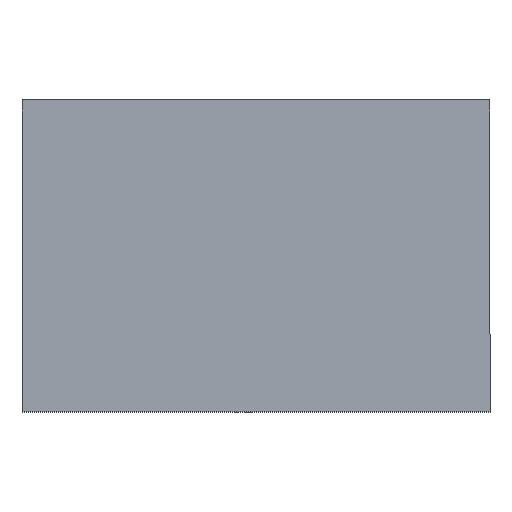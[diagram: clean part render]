
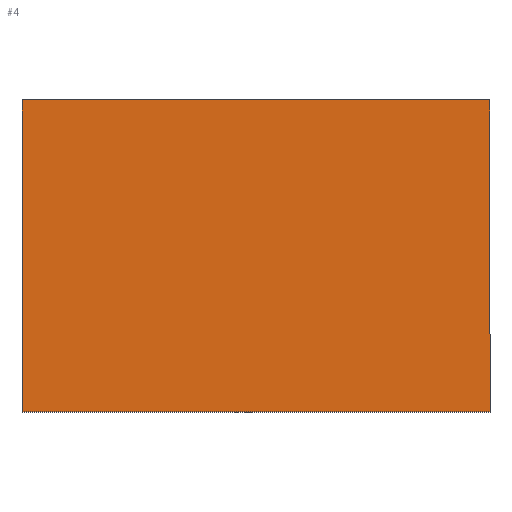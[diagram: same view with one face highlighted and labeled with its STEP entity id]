
A CAD part, top view. The second image highlights one B-rep face of the part: STEP entity #4.
In plain terms, the highlighted planar face has unit normal (0, 0, 1).
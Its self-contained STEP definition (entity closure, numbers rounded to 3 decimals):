
#4 = ADVANCED_FACE ( 'NONE', ( #100 ), #27, .T. ) ;
#8 = VERTEX_POINT ( 'NONE', #34 ) ;
#13 = VERTEX_POINT ( 'NONE', #42 ) ;
#17 = VERTEX_POINT ( 'NONE', #45 ) ;
#18 = VERTEX_POINT ( 'NONE', #46 ) ;
#22 = CARTESIAN_POINT ( 'NONE',  ( -15., -10., 2.5 ) ) ;
#27 = PLANE ( 'NONE',  #202 ) ;
#32 = DIRECTION ( 'NONE',  ( 0., 0., 1. ) ) ;
#33 = DIRECTION ( 'NONE',  ( 1., 0., 0. ) ) ;
#34 = CARTESIAN_POINT ( 'NONE',  ( 15., -10., 2.5 ) ) ;
#42 = CARTESIAN_POINT ( 'NONE',  ( -15., 10., 2.5 ) ) ;
#45 = CARTESIAN_POINT ( 'NONE',  ( -15., -10., 2.5 ) ) ;
#46 = CARTESIAN_POINT ( 'NONE',  ( 15., 10., 2.5 ) ) ;
#47 = CARTESIAN_POINT ( 'NONE',  ( 15., 10., 2.5 ) ) ;
#50 = DIRECTION ( 'NONE',  ( 0., 1., 0. ) ) ;
#64 = CARTESIAN_POINT ( 'NONE',  ( -15., 10., 2.5 ) ) ;
#65 = DIRECTION ( 'NONE',  ( -1., 0., 0. ) ) ;
#66 = CARTESIAN_POINT ( 'NONE',  ( -15., -10., 2.5 ) ) ;
#67 = DIRECTION ( 'NONE',  ( 1., 0., 0. ) ) ;
#68 = CARTESIAN_POINT ( 'NONE',  ( -15., 10., 2.5 ) ) ;
#69 = DIRECTION ( 'NONE',  ( 0., -1., 0. ) ) ;
#83 = ORIENTED_EDGE ( 'NONE', *, *, #181, .T. ) ;
#84 = ORIENTED_EDGE ( 'NONE', *, *, #210, .T. ) ;
#87 = VECTOR ( 'NONE', #50, 1000. ) ;
#91 = EDGE_LOOP ( 'NONE', ( #116, #84, #83, #115 ) ) ;
#100 = FACE_OUTER_BOUND ( 'NONE', #91, .T. ) ;
#101 = LINE ( 'NONE', #47, #87 ) ;
#115 = ORIENTED_EDGE ( 'NONE', *, *, #209, .T. ) ;
#116 = ORIENTED_EDGE ( 'NONE', *, *, #213, .T. ) ;
#132 = VECTOR ( 'NONE', #67, 1000. ) ;
#138 = LINE ( 'NONE', #68, #140 ) ;
#140 = VECTOR ( 'NONE', #69, 1000. ) ;
#143 = LINE ( 'NONE', #64, #170 ) ;
#170 = VECTOR ( 'NONE', #65, 1000. ) ;
#171 = LINE ( 'NONE', #66, #132 ) ;
#181 = EDGE_CURVE ( 'NONE', #8, #18, #101, .T. ) ;
#202 = AXIS2_PLACEMENT_3D ( 'NONE', #22, #32, #33 ) ;
#209 = EDGE_CURVE ( 'NONE', #18, #13, #143, .T. ) ;
#210 = EDGE_CURVE ( 'NONE', #17, #8, #171, .T. ) ;
#213 = EDGE_CURVE ( 'NONE', #13, #17, #138, .T. ) ;
